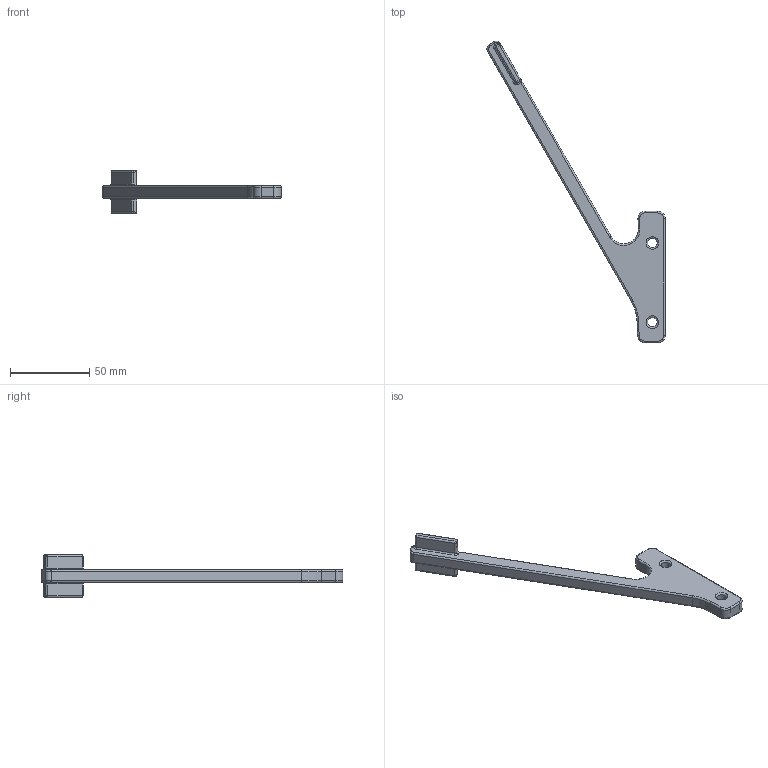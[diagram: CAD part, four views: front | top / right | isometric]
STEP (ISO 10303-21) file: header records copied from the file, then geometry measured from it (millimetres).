
FILE_DESCRIPTION(('FreeCAD Model'),'2;1');
FILE_NAME('Open CASCADE Shape Model','2023-12-28T11:41:00',('Author'),( ''),'Open CASCADE STEP processor 7.6','FreeCAD','Unknown');
FILE_SCHEMA(('AUTOMOTIVE_DESIGN { 1 0 10303 214 1 1 1 1 }'));
Length unit declared in the file: millimetre
Products named in the file (1): Fillet
Bounding box: 112.47 x 190.34 x 27 mm (x, y, z)
Volume: 28081 mm3; surface area: 11549.4 mm2
Topology: 1 solids, 1 shells, 105 faces, 243 edges, 126 vertices
Faces by surface type: cylinder 48, torus 24, plane 21, sphere 8, bspline 4
Full cylindrical faces by diameter (mm): 6 x2
Entity records: 7228 total; most frequent: CARTESIAN_POINT 2714, DIRECTION 823, ORIENTED_EDGE 458, PCURVE 458, DEFINITIONAL_REPRESENTATION 458, LINE 379, VECTOR 379, EDGE_CURVE 229
